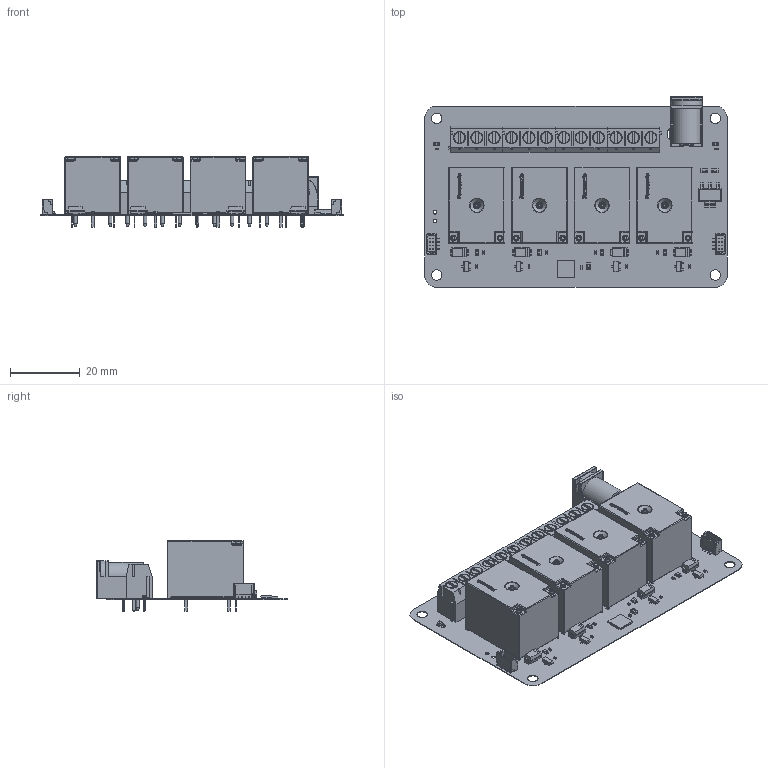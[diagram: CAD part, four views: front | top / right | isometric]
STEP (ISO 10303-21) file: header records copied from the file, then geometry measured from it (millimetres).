
FILE_DESCRIPTION(('Open CASCADE Model'),'2;1');
FILE_NAME('Open CASCADE Shape Model','2025-04-08T06:57:33',('Author'),( 'Open CASCADE'),'Open CASCADE STEP processor 7.5','Open CASCADE 7.5' ,'Unknown');
FILE_SCHEMA(('AUTOMOTIVE_DESIGN { 1 0 10303 214 1 1 1 1 }'));
Length unit declared in the file: millimetre
Products named in the file (82): PCB; Board; Open CASCADE STEP translator 7.5 3.1.1; IC1; SOT-223; C4; 0805 SMD Capacitor; C3; X6; DC_Jack-1; X5; 691102710003; 6911027100xx_CAGE; 6911027100xx_PIN; 6911027100xx_VIS; 691502710003; X4; X3; X2; T4; SOT-23; T3; T2; T1; R13; User Library-R SMD 0402; User Library-R SMD 0402_0402 BODY; User Library-R SMD 0402_0402 PAD; User Library-R SMD 0402_0402 OPIS; R12; R11; R10; R9; R8; R7; R6; K4; Relay_Panasonic_JS1-5V-F_eec; Body; Leads ...
Assembly tree (115 placements, depth 4):
  PCB
    Board
      Open CASCADE STEP translator 7.5 3.1.1
    IC1
      SOT-223
    C4
      0805 SMD Capacitor
    C3
      0805 SMD Capacitor
    X6
      DC_Jack-1
    X5
      691102710003
        6911027100xx_CAGE  x3
        6911027100xx_PIN  x3
        6911027100xx_VIS  x3
        691502710003
    X4
      691102710003
        6911027100xx_CAGE  x3
        6911027100xx_PIN  x3
        6911027100xx_VIS  x3
        691502710003
    X3
      691102710003
        6911027100xx_CAGE  x3
        6911027100xx_PIN  x3
        6911027100xx_VIS  x3
        691502710003
    X2
      691102710003
        6911027100xx_CAGE  x3
        6911027100xx_PIN  x3
        6911027100xx_VIS  x3
        691502710003
    T4
      SOT-23
    T3
      SOT-23
    T2
      SOT-23
    T1
      SOT-23
    R13
      User Library-R SMD 0402
        User Library-R SMD 0402_0402 BODY
        User Library-R SMD 0402_0402 PAD  x2
        User Library-R SMD 0402_0402 OPIS
    R12
      User Library-R SMD 0402
        User Library-R SMD 0402_0402 BODY
        User Library-R SMD 0402_0402 PAD  x2
        User Library-R SMD 0402_0402 OPIS
    R11
      User Library-R SMD 0402
        User Library-R SMD 0402_0402 BODY
        User Library-R SMD 0402_0402 PAD  x2
        User Library-R SMD 0402_0402 OPIS
    R10
      User Library-R SMD 0402
Bounding box: 87 x 54.71 x 20.2 mm (x, y, z)
Volume: 28050.5 mm3; surface area: 26984.6 mm2
Topology: 307 solids, 307 shells, 6369 faces, 17557 edges, 13302 vertices
Faces by surface type: plane 3764, bspline 1443, cylinder 950, torus 88, sphere 64, cone 52, revolution 8
Full cylindrical faces by diameter (mm): 0.6 x12, 1 x16, 1.016 x2, 1.285 x8, 1.3 x32, 2 x12, 2.5 x12, 2.75 x12, 3 x16, 3.5 x24
Entity records: 97853 total; most frequent: CARTESIAN_POINT 26436, ORIENTED_EDGE 11746, DIRECTION 11731, EDGE_CURVE 5873, LINE 5555, VECTOR 5555, VERTEX_POINT 3788, AXIS2_PLACEMENT_3D 3084
